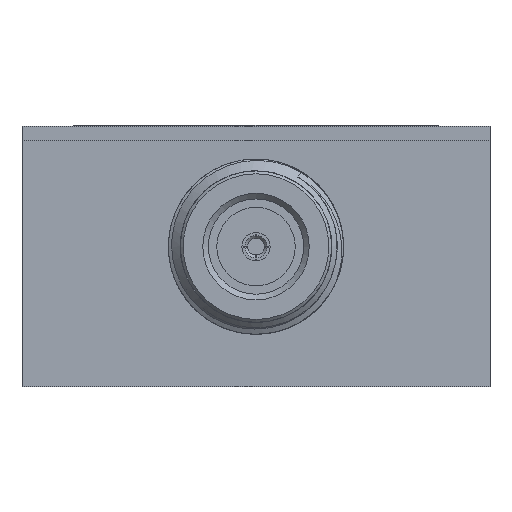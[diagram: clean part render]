
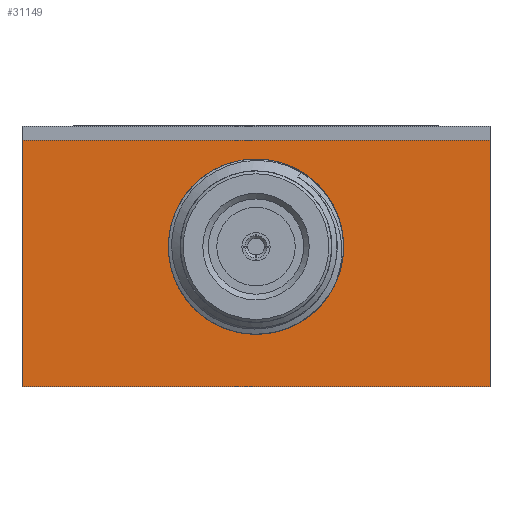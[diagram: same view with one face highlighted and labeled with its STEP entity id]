
A CAD part, front view. The second image highlights one B-rep face of the part: STEP entity #31149.
In plain terms, the highlighted planar face has unit normal (0, -1, 0).
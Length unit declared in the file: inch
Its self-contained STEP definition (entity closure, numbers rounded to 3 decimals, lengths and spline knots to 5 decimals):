
#899 = DIRECTION ( 'NONE',  ( 1., 0., 0. ) ) ;
#1647 = VERTEX_POINT ( 'NONE', #28356 ) ;
#2120 = ORIENTED_EDGE ( 'NONE', *, *, #26927, .T. ) ;
#4806 = DIRECTION ( 'NONE',  ( 0., 1., 0. ) ) ;
#5369 = FACE_OUTER_BOUND ( 'NONE', #26387, .T. ) ;
#6268 = FACE_BOUND ( 'NONE', #31924, .T. ) ;
#8324 = DIRECTION ( 'NONE',  ( 0., 1., 0. ) ) ;
#9369 = ORIENTED_EDGE ( 'NONE', *, *, #31417, .F. ) ;
#9670 = CIRCLE ( 'NONE', #17726, 0.3125 ) ;
#10012 = VECTOR ( 'NONE', #14804, 39.37008 ) ;
#10028 = CARTESIAN_POINT ( 'NONE',  ( -0.835, -0.875, -0.465 ) ) ;
#10101 = CARTESIAN_POINT ( 'NONE',  ( 0.835, -0.875, -0.465 ) ) ;
#13201 = VERTEX_POINT ( 'NONE', #17398 ) ;
#13565 = CARTESIAN_POINT ( 'NONE',  ( 0.835, -0.875, 0.415 ) ) ;
#14299 = LINE ( 'NONE', #34716, #28577 ) ;
#14804 = DIRECTION ( 'NONE',  ( 0., 0., -1. ) ) ;
#14936 = DIRECTION ( 'NONE',  ( 0., 0., 1. ) ) ;
#15417 = EDGE_CURVE ( 'NONE', #1647, #23462, #37468, .T. ) ;
#15595 = VERTEX_POINT ( 'NONE', #13565 ) ;
#17351 = CARTESIAN_POINT ( 'NONE',  ( -0.835, -0.875, 0.465 ) ) ;
#17398 = CARTESIAN_POINT ( 'NONE',  ( 0., -0.875, 0.3475 ) ) ;
#17726 = AXIS2_PLACEMENT_3D ( 'NONE', #24282, #8324, #14936 ) ;
#19088 = LINE ( 'NONE', #22883, #33593 ) ;
#20381 = ORIENTED_EDGE ( 'NONE', *, *, #26556, .F. ) ;
#20609 = DIRECTION ( 'NONE',  ( 1., 0., 0. ) ) ;
#21623 = VERTEX_POINT ( 'NONE', #10101 ) ;
#22491 = PLANE ( 'NONE',  #31415 ) ;
#22883 = CARTESIAN_POINT ( 'NONE',  ( -0.835, -0.875, 0.415 ) ) ;
#23462 = VERTEX_POINT ( 'NONE', #10028 ) ;
#24282 = CARTESIAN_POINT ( 'NONE',  ( 0., -0.875, 0.035 ) ) ;
#25823 = VECTOR ( 'NONE', #40465, 39.37008 ) ;
#26387 = EDGE_LOOP ( 'NONE', ( #9369, #39451, #36210, #20381 ) ) ;
#26556 = EDGE_CURVE ( 'NONE', #15595, #21623, #37435, .T. ) ;
#26927 = EDGE_CURVE ( 'NONE', #13201, #13201, #9670, .T. ) ;
#28356 = CARTESIAN_POINT ( 'NONE',  ( -0.835, -0.875, 0.415 ) ) ;
#28577 = VECTOR ( 'NONE', #20609, 39.37008 ) ;
#29190 = DIRECTION ( 'NONE',  ( 1., 0., 0. ) ) ;
#31149 = ADVANCED_FACE ( 'NONE', ( #6268, #5369 ), #22491, .F. ) ;
#31415 = AXIS2_PLACEMENT_3D ( 'NONE', #17351, #4806, #899 ) ;
#31417 = EDGE_CURVE ( 'NONE', #1647, #15595, #19088, .T. ) ;
#31924 = EDGE_LOOP ( 'NONE', ( #2120 ) ) ;
#33593 = VECTOR ( 'NONE', #29190, 39.37008 ) ;
#34144 = CARTESIAN_POINT ( 'NONE',  ( -0.835, -0.875, 0.465 ) ) ;
#34716 = CARTESIAN_POINT ( 'NONE',  ( -0.835, -0.875, -0.465 ) ) ;
#35391 = EDGE_CURVE ( 'NONE', #23462, #21623, #14299, .T. ) ;
#36210 = ORIENTED_EDGE ( 'NONE', *, *, #35391, .T. ) ;
#37435 = LINE ( 'NONE', #39347, #10012 ) ;
#37468 = LINE ( 'NONE', #34144, #25823 ) ;
#39347 = CARTESIAN_POINT ( 'NONE',  ( 0.835, -0.875, 0.465 ) ) ;
#39451 = ORIENTED_EDGE ( 'NONE', *, *, #15417, .T. ) ;
#40465 = DIRECTION ( 'NONE',  ( 0., 0., -1. ) ) ;
